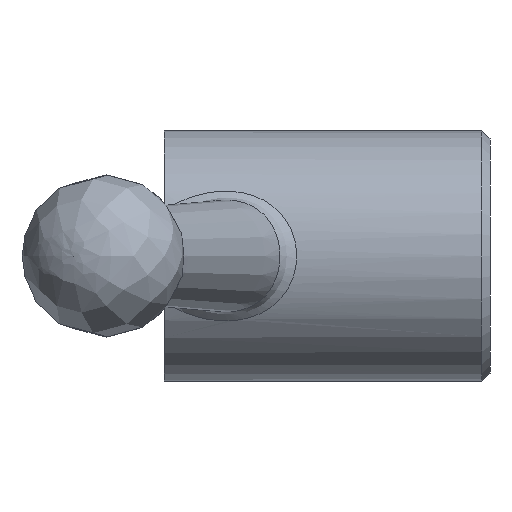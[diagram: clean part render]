
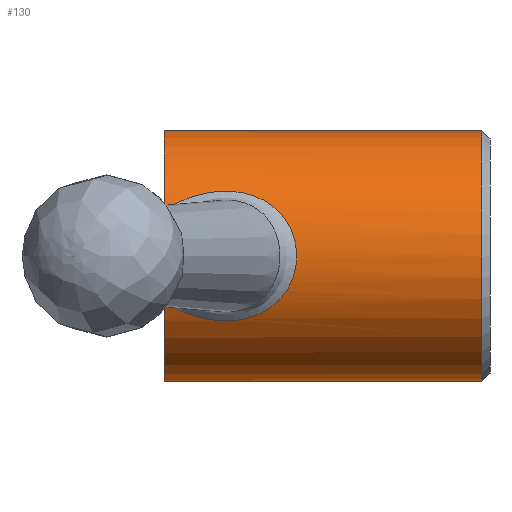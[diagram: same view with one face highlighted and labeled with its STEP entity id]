
A CAD part, left-side view. The second image highlights one B-rep face of the part: STEP entity #130.
In plain terms, the highlighted cylindrical face has radius 15 mm (diameter 30 mm), a full revolution.
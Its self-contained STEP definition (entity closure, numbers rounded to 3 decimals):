
#130=ADVANCED_FACE('',(#164,#165),#150,.T.);
#150=CYLINDRICAL_SURFACE('',#342,15.);
#153=B_SPLINE_CURVE_WITH_KNOTS('',3,(#434,#435,#436,#437,#438,#439,#440,
#441,#442,#443,#444,#445,#446,#447,#448,#449,#450,#451),.UNSPECIFIED.,.F.,
.F.,(4,2,2,2,2,2,2,2,4),(0.,0.125,0.25,0.375,0.5,0.625,0.75,0.875,1.),.UNSPECIFIED.);
#154=B_SPLINE_CURVE_WITH_KNOTS('',3,(#455,#456,#457,#458,#459,#460,#461,
#462,#463,#464,#465,#466,#467,#468,#469,#470,#471,#472),.UNSPECIFIED.,.F.,
.F.,(4,2,2,2,2,2,2,2,4),(0.,0.125,0.25,0.375,0.5,0.625,0.75,0.875,1.),.UNSPECIFIED.);
#164=FACE_BOUND('',#184,.T.);
#165=FACE_BOUND('',#185,.T.);
#184=EDGE_LOOP('',(#214));
#185=EDGE_LOOP('',(#215,#216,#217,#218));
#214=ORIENTED_EDGE('',*,*,#293,.F.);
#215=ORIENTED_EDGE('',*,*,#294,.T.);
#216=ORIENTED_EDGE('',*,*,#295,.T.);
#217=ORIENTED_EDGE('',*,*,#296,.T.);
#218=ORIENTED_EDGE('',*,*,#297,.T.);
#270=VERTEX_POINT('',#430);
#271=VERTEX_POINT('',#432);
#272=VERTEX_POINT('',#433);
#273=VERTEX_POINT('',#452);
#274=VERTEX_POINT('',#454);
#293=EDGE_CURVE('',#270,#270,#321,.T.);
#294=EDGE_CURVE('',#271,#272,#322,.T.);
#295=EDGE_CURVE('',#272,#273,#153,.T.);
#296=EDGE_CURVE('',#273,#274,#323,.T.);
#297=EDGE_CURVE('',#274,#271,#154,.T.);
#321=CIRCLE('',#339,15.);
#322=CIRCLE('',#340,15.);
#323=CIRCLE('',#341,15.);
#339=AXIS2_PLACEMENT_3D('',#429,#370,#371);
#340=AXIS2_PLACEMENT_3D('',#431,#372,#373);
#341=AXIS2_PLACEMENT_3D('',#453,#374,#375);
#342=AXIS2_PLACEMENT_3D('',#473,#376,#377);
#370=DIRECTION('',(0.,-1.,0.));
#371=DIRECTION('',(0.,0.,-1.));
#372=DIRECTION('',(0.,-1.,0.));
#373=DIRECTION('',(0.,0.,-1.));
#374=DIRECTION('',(0.,-1.,0.));
#375=DIRECTION('',(0.,0.,-1.));
#376=DIRECTION('',(0.,-1.,0.));
#377=DIRECTION('',(0.,0.,-1.));
#429=CARTESIAN_POINT('',(601.5,397.5,0.));
#430=CARTESIAN_POINT('',(601.5,397.5,-15.));
#431=CARTESIAN_POINT('',(601.5,435.5,0.));
#432=CARTESIAN_POINT('',(615.493,435.5,5.404));
#433=CARTESIAN_POINT('',(587.507,435.5,5.404));
#434=CARTESIAN_POINT('',(587.507,435.5,5.404));
#435=CARTESIAN_POINT('',(587.899,434.105,6.419));
#436=CARTESIAN_POINT('',(588.276,432.505,7.093));
#437=CARTESIAN_POINT('',(588.7,429.106,7.833));
#438=CARTESIAN_POINT('',(588.727,427.291,7.88));
#439=CARTESIAN_POINT('',(588.243,423.9,7.036));
#440=CARTESIAN_POINT('',(587.739,422.379,6.131));
#441=CARTESIAN_POINT('',(586.844,420.233,3.485));
#442=CARTESIAN_POINT('',(586.5,419.627,1.759));
#443=CARTESIAN_POINT('',(586.5,419.627,-1.756));
#444=CARTESIAN_POINT('',(586.843,420.232,-3.48));
#445=CARTESIAN_POINT('',(587.737,422.373,-6.126));
#446=CARTESIAN_POINT('',(588.238,423.877,-7.026));
#447=CARTESIAN_POINT('',(588.727,427.279,-7.88));
#448=CARTESIAN_POINT('',(588.703,429.079,-7.837));
#449=CARTESIAN_POINT('',(588.277,432.507,-7.095));
#450=CARTESIAN_POINT('',(587.899,434.106,-6.418));
#451=CARTESIAN_POINT('',(587.507,435.5,-5.404));
#452=CARTESIAN_POINT('',(587.507,435.5,-5.404));
#453=CARTESIAN_POINT('',(601.5,435.5,0.));
#454=CARTESIAN_POINT('',(615.493,435.5,-5.404));
#455=CARTESIAN_POINT('',(615.493,435.5,-5.404));
#456=CARTESIAN_POINT('',(615.101,434.105,-6.419));
#457=CARTESIAN_POINT('',(614.724,432.505,-7.093));
#458=CARTESIAN_POINT('',(614.3,429.106,-7.833));
#459=CARTESIAN_POINT('',(614.273,427.291,-7.88));
#460=CARTESIAN_POINT('',(614.757,423.9,-7.036));
#461=CARTESIAN_POINT('',(615.261,422.379,-6.131));
#462=CARTESIAN_POINT('',(616.156,420.233,-3.485));
#463=CARTESIAN_POINT('',(616.5,419.627,-1.759));
#464=CARTESIAN_POINT('',(616.5,419.627,1.756));
#465=CARTESIAN_POINT('',(616.157,420.232,3.48));
#466=CARTESIAN_POINT('',(615.263,422.373,6.126));
#467=CARTESIAN_POINT('',(614.762,423.877,7.026));
#468=CARTESIAN_POINT('',(614.273,427.279,7.88));
#469=CARTESIAN_POINT('',(614.297,429.079,7.837));
#470=CARTESIAN_POINT('',(614.723,432.507,7.095));
#471=CARTESIAN_POINT('',(615.101,434.106,6.418));
#472=CARTESIAN_POINT('',(615.493,435.5,5.404));
#473=CARTESIAN_POINT('',(601.5,385.5,0.));
